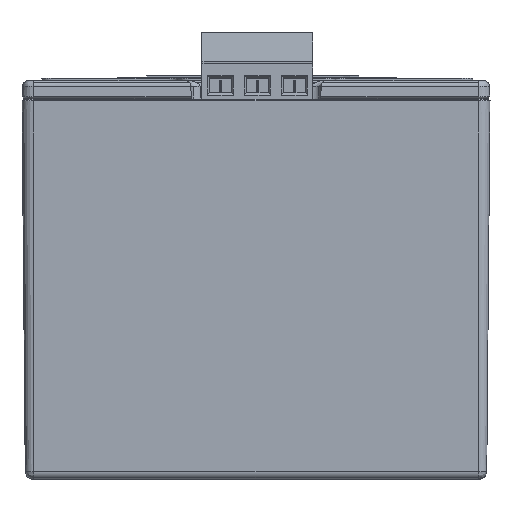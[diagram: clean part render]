
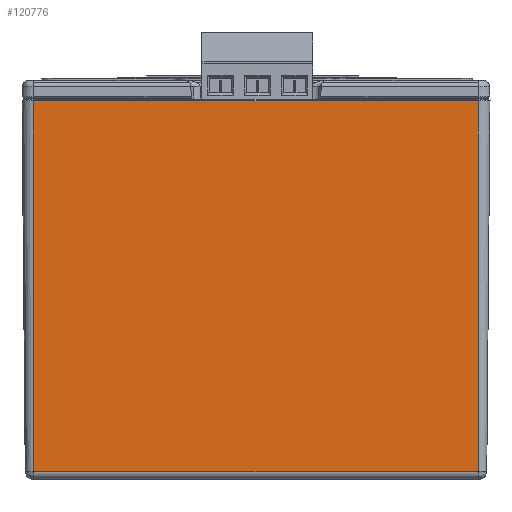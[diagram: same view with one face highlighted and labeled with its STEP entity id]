
A CAD part, front view. The second image highlights one B-rep face of the part: STEP entity #120776.
In plain terms, the highlighted face is planar.
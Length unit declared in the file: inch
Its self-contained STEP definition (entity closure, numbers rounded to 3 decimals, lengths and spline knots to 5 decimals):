
#3754 = LINE ( 'NONE', #161026, #94191 ) ;
#4527 = DIRECTION ( 'NONE',  ( 0., 0., -1. ) ) ;
#15624 = ORIENTED_EDGE ( 'NONE', *, *, #143097, .F. ) ;
#17066 = CARTESIAN_POINT ( 'NONE',  ( -3.45091, -0.1375, 2.3365 ) ) ;
#24516 = VECTOR ( 'NONE', #4527, 39.37008 ) ;
#29047 = FACE_OUTER_BOUND ( 'NONE', #148379, .T. ) ;
#37847 = EDGE_CURVE ( 'NONE', #166564, #86009, #103155, .T. ) ;
#37913 = DIRECTION ( 'NONE',  ( 0.009, 1., 0. ) ) ;
#39370 = DIRECTION ( 'NONE',  ( 0., 0., -1. ) ) ;
#44168 = VERTEX_POINT ( 'NONE', #160991 ) ;
#44182 = ORIENTED_EDGE ( 'NONE', *, *, #37847, .T. ) ;
#50615 = CARTESIAN_POINT ( 'NONE',  ( -3.45091, -0.1375, -0.0685 ) ) ;
#55324 = CARTESIAN_POINT ( 'NONE',  ( -3.451, -0.1475, -0.0685 ) ) ;
#62486 = ORIENTED_EDGE ( 'NONE', *, *, #97557, .F. ) ;
#64653 = CARTESIAN_POINT ( 'NONE',  ( -3.43343, 1.86587, 2.3365 ) ) ;
#86009 = VERTEX_POINT ( 'NONE', #64653 ) ;
#94191 = VECTOR ( 'NONE', #132588, 39.37008 ) ;
#96694 = VECTOR ( 'NONE', #37913, 39.37008 ) ;
#97419 = LINE ( 'NONE', #55324, #154628 ) ;
#97557 = EDGE_CURVE ( 'NONE', #44168, #86009, #3754, .T. ) ;
#103155 = LINE ( 'NONE', #118534, #96694 ) ;
#118534 = CARTESIAN_POINT ( 'NONE',  ( -3.451, -0.1475, 2.3365 ) ) ;
#119620 = CARTESIAN_POINT ( 'NONE',  ( -3.45091, -0.1375, 1.73525 ) ) ;
#120776 = ADVANCED_FACE ( 'NONE', ( #29047 ), #157060, .T. ) ;
#120872 = CARTESIAN_POINT ( 'NONE',  ( -3.451, -0.1475, 2.3365 ) ) ;
#121139 = EDGE_CURVE ( 'NONE', #166564, #134148, #159192, .T. ) ;
#121664 = ORIENTED_EDGE ( 'NONE', *, *, #121139, .F. ) ;
#131360 = AXIS2_PLACEMENT_3D ( 'NONE', #120872, #145014, #39370 ) ;
#132588 = DIRECTION ( 'NONE',  ( 0., 0., 1. ) ) ;
#134148 = VERTEX_POINT ( 'NONE', #50615 ) ;
#143097 = EDGE_CURVE ( 'NONE', #134148, #44168, #97419, .T. ) ;
#145014 = DIRECTION ( 'NONE',  ( -1., 0.009, 0. ) ) ;
#148379 = EDGE_LOOP ( 'NONE', ( #121664, #44182, #62486, #15624 ) ) ;
#154628 = VECTOR ( 'NONE', #161056, 39.37008 ) ;
#157060 = PLANE ( 'NONE',  #131360 ) ;
#159192 = LINE ( 'NONE', #119620, #24516 ) ;
#160991 = CARTESIAN_POINT ( 'NONE',  ( -3.43343, 1.86587, -0.0685 ) ) ;
#161026 = CARTESIAN_POINT ( 'NONE',  ( -3.43343, 1.86587, 1.73525 ) ) ;
#161056 = DIRECTION ( 'NONE',  ( 0.009, 1., 0. ) ) ;
#166564 = VERTEX_POINT ( 'NONE', #17066 ) ;
